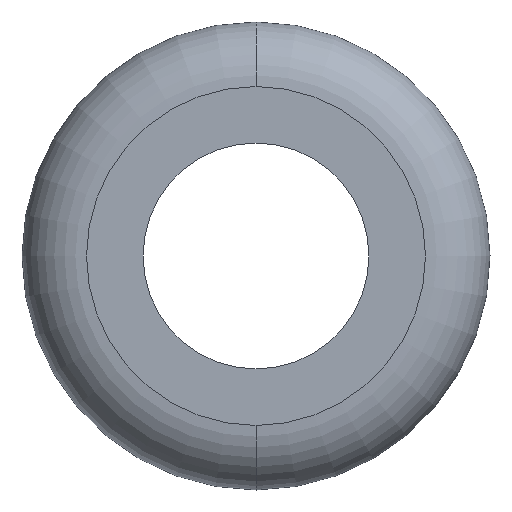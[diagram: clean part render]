
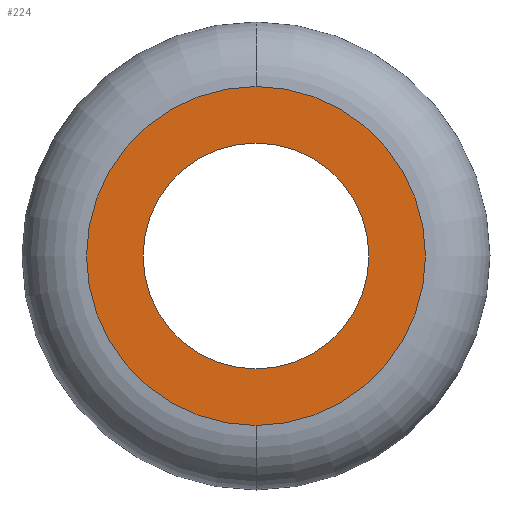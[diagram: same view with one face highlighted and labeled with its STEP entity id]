
A CAD part, front view. The second image highlights one B-rep face of the part: STEP entity #224.
In plain terms, the highlighted planar face has unit normal (0, -1, 0).
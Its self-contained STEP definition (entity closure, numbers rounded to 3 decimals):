
#213 = EDGE_LOOP ( 'NONE', ( #215, #222 ) ) ;
#215 = ORIENTED_EDGE ( 'NONE', *, *, #221, .T. ) ;
#218 = EDGE_CURVE ( 'NONE', #318, #228, #407, .T. ) ;
#221 = EDGE_CURVE ( 'NONE', #329, #328, #394, .T. ) ;
#222 = ORIENTED_EDGE ( 'NONE', *, *, #327, .T. ) ;
#223 = EDGE_LOOP ( 'NONE', ( #372, #373 ) ) ;
#224 = ADVANCED_FACE ( 'NONE', ( #395, #397 ), #393, .T. ) ;
#228 = VERTEX_POINT ( 'NONE', #399 ) ;
#317 = EDGE_CURVE ( 'NONE', #228, #318, #416, .T. ) ;
#318 = VERTEX_POINT ( 'NONE', #424 ) ;
#327 = EDGE_CURVE ( 'NONE', #328, #329, #442, .T. ) ;
#328 = VERTEX_POINT ( 'NONE', #437 ) ;
#329 = VERTEX_POINT ( 'NONE', #436 ) ;
#372 = ORIENTED_EDGE ( 'NONE', *, *, #317, .F. ) ;
#373 = ORIENTED_EDGE ( 'NONE', *, *, #218, .F. ) ;
#374 = DIRECTION ( 'NONE',  ( 0., 1., 0. ) ) ;
#376 = CARTESIAN_POINT ( 'NONE',  ( 0., -5., 0. ) ) ;
#379 = CARTESIAN_POINT ( 'NONE',  ( 0., -5., 0. ) ) ;
#380 = DIRECTION ( 'NONE',  ( 0., 0., 1. ) ) ;
#386 = DIRECTION ( 'NONE',  ( 0., 0., 1. ) ) ;
#387 = AXIS2_PLACEMENT_3D ( 'NONE', #379, #374, #386 ) ;
#389 = DIRECTION ( 'NONE',  ( 0., 0., -1. ) ) ;
#390 = DIRECTION ( 'NONE',  ( 0., -1., 0. ) ) ;
#391 = CARTESIAN_POINT ( 'NONE',  ( -7., -5., 0. ) ) ;
#392 = AXIS2_PLACEMENT_3D ( 'NONE', #391, #390, #389 ) ;
#393 = PLANE ( 'NONE',  #392 ) ;
#394 = CIRCLE ( 'NONE', #387, 7. ) ;
#395 = FACE_BOUND ( 'NONE', #213, .T. ) ;
#397 = FACE_OUTER_BOUND ( 'NONE', #223, .T. ) ;
#399 = CARTESIAN_POINT ( 'NONE',  ( 0., -5., 10.5 ) ) ;
#403 = AXIS2_PLACEMENT_3D ( 'NONE', #376, #404, #380 ) ;
#404 = DIRECTION ( 'NONE',  ( 0., 1., 0. ) ) ;
#407 = CIRCLE ( 'NONE', #403, 10.5 ) ;
#412 = DIRECTION ( 'NONE',  ( 0., 0., 1. ) ) ;
#413 = DIRECTION ( 'NONE',  ( 0., 1., 0. ) ) ;
#414 = CARTESIAN_POINT ( 'NONE',  ( 0., -5., 0. ) ) ;
#415 = AXIS2_PLACEMENT_3D ( 'NONE', #414, #413, #412 ) ;
#416 = CIRCLE ( 'NONE', #415, 10.5 ) ;
#424 = CARTESIAN_POINT ( 'NONE',  ( 0., -5., -10.5 ) ) ;
#436 = CARTESIAN_POINT ( 'NONE',  ( 0., -5., 7. ) ) ;
#437 = CARTESIAN_POINT ( 'NONE',  ( 0., -5., -7. ) ) ;
#438 = DIRECTION ( 'NONE',  ( 0., 0., 1. ) ) ;
#439 = DIRECTION ( 'NONE',  ( 0., 1., 0. ) ) ;
#440 = CARTESIAN_POINT ( 'NONE',  ( 0., -5., 0. ) ) ;
#441 = AXIS2_PLACEMENT_3D ( 'NONE', #440, #439, #438 ) ;
#442 = CIRCLE ( 'NONE', #441, 7. ) ;
